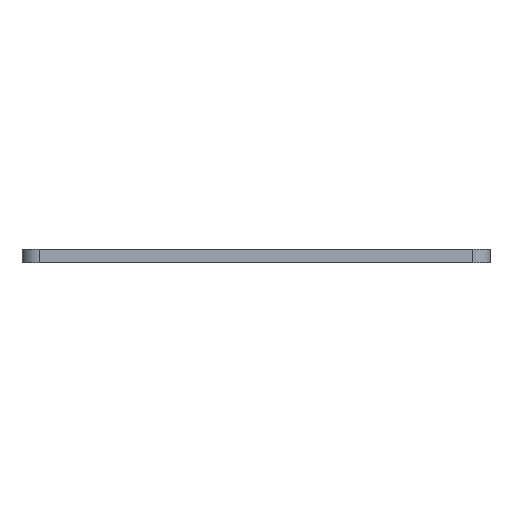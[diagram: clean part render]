
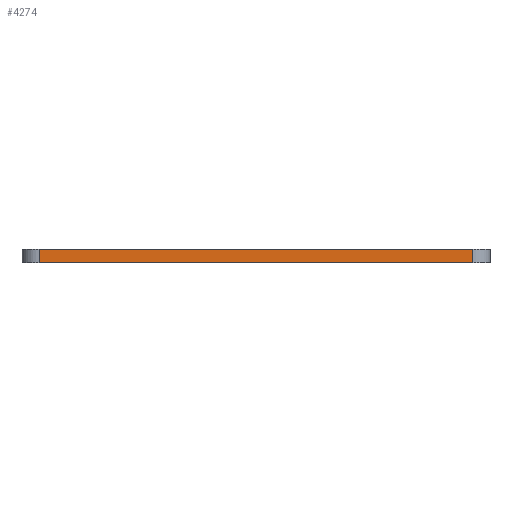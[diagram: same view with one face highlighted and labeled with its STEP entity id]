
A CAD part, left-side view. The second image highlights one B-rep face of the part: STEP entity #4274.
In plain terms, the highlighted planar face has unit normal (-1, 0, 0).
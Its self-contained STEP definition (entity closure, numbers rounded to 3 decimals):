
#84 = PLANE('',#85);
#85 = AXIS2_PLACEMENT_3D('',#86,#87,#88);
#86 = CARTESIAN_POINT('',(44.,27.5,1.6));
#87 = DIRECTION('',(0.,0.,1.));
#88 = DIRECTION('',(1.,0.,-0.));
#139 = PLANE('',#140);
#140 = AXIS2_PLACEMENT_3D('',#141,#142,#143);
#141 = CARTESIAN_POINT('',(44.,27.5,0.));
#142 = DIRECTION('',(0.,0.,1.));
#143 = DIRECTION('',(1.,0.,-0.));
#248 = CYLINDRICAL_SURFACE('',#249,2.);
#249 = AXIS2_PLACEMENT_3D('',#250,#251,#252);
#250 = CARTESIAN_POINT('',(2.,53.,0.));
#251 = DIRECTION('',(-0.,-0.,-1.));
#252 = DIRECTION('',(1.,0.,-0.));
#309 = VERTEX_POINT('',#310);
#310 = CARTESIAN_POINT('',(0.,53.,0.));
#332 = EDGE_CURVE('',#333,#309,#335,.T.);
#333 = VERTEX_POINT('',#334);
#334 = CARTESIAN_POINT('',(0.,2.,0.));
#335 = SURFACE_CURVE('',#336,(#340,#347),.PCURVE_S1.);
#336 = LINE('',#337,#338);
#337 = CARTESIAN_POINT('',(0.,2.,0.));
#338 = VECTOR('',#339,1.);
#339 = DIRECTION('',(0.,1.,0.));
#340 = PCURVE('',#139,#341);
#341 = DEFINITIONAL_REPRESENTATION('',(#342),#346);
#342 = LINE('',#343,#344);
#343 = CARTESIAN_POINT('',(-44.,-25.5));
#344 = VECTOR('',#345,1.);
#345 = DIRECTION('',(0.,1.));
#346 = ( GEOMETRIC_REPRESENTATION_CONTEXT(2) 
PARAMETRIC_REPRESENTATION_CONTEXT() REPRESENTATION_CONTEXT('2D SPACE',''
  ) );
#347 = PCURVE('',#348,#353);
#348 = PLANE('',#349);
#349 = AXIS2_PLACEMENT_3D('',#350,#351,#352);
#350 = CARTESIAN_POINT('',(0.,2.,0.));
#351 = DIRECTION('',(-1.,0.,0.));
#352 = DIRECTION('',(0.,1.,0.));
#353 = DEFINITIONAL_REPRESENTATION('',(#354),#358);
#354 = LINE('',#355,#356);
#355 = CARTESIAN_POINT('',(0.,0.));
#356 = VECTOR('',#357,1.);
#357 = DIRECTION('',(1.,0.));
#358 = ( GEOMETRIC_REPRESENTATION_CONTEXT(2) 
PARAMETRIC_REPRESENTATION_CONTEXT() REPRESENTATION_CONTEXT('2D SPACE',''
  ) );
#377 = CYLINDRICAL_SURFACE('',#378,2.);
#378 = AXIS2_PLACEMENT_3D('',#379,#380,#381);
#379 = CARTESIAN_POINT('',(2.,2.,0.));
#380 = DIRECTION('',(-0.,-0.,-1.));
#381 = DIRECTION('',(1.,0.,-0.));
#2422 = VERTEX_POINT('',#2423);
#2423 = CARTESIAN_POINT('',(0.,53.,1.6));
#2445 = EDGE_CURVE('',#2446,#2422,#2448,.T.);
#2446 = VERTEX_POINT('',#2447);
#2447 = CARTESIAN_POINT('',(0.,2.,1.6));
#2448 = SURFACE_CURVE('',#2449,(#2453,#2460),.PCURVE_S1.);
#2449 = LINE('',#2450,#2451);
#2450 = CARTESIAN_POINT('',(0.,2.,1.6));
#2451 = VECTOR('',#2452,1.);
#2452 = DIRECTION('',(0.,1.,0.));
#2453 = PCURVE('',#84,#2454);
#2454 = DEFINITIONAL_REPRESENTATION('',(#2455),#2459);
#2455 = LINE('',#2456,#2457);
#2456 = CARTESIAN_POINT('',(-44.,-25.5));
#2457 = VECTOR('',#2458,1.);
#2458 = DIRECTION('',(0.,1.));
#2459 = ( GEOMETRIC_REPRESENTATION_CONTEXT(2) 
PARAMETRIC_REPRESENTATION_CONTEXT() REPRESENTATION_CONTEXT('2D SPACE',''
  ) );
#2460 = PCURVE('',#348,#2461);
#2461 = DEFINITIONAL_REPRESENTATION('',(#2462),#2466);
#2462 = LINE('',#2463,#2464);
#2463 = CARTESIAN_POINT('',(0.,-1.6));
#2464 = VECTOR('',#2465,1.);
#2465 = DIRECTION('',(1.,0.));
#2466 = ( GEOMETRIC_REPRESENTATION_CONTEXT(2) 
PARAMETRIC_REPRESENTATION_CONTEXT() REPRESENTATION_CONTEXT('2D SPACE',''
  ) );
#4226 = EDGE_CURVE('',#309,#2422,#4227,.T.);
#4227 = SURFACE_CURVE('',#4228,(#4232,#4239),.PCURVE_S1.);
#4228 = LINE('',#4229,#4230);
#4229 = CARTESIAN_POINT('',(0.,53.,0.));
#4230 = VECTOR('',#4231,1.);
#4231 = DIRECTION('',(0.,0.,1.));
#4232 = PCURVE('',#248,#4233);
#4233 = DEFINITIONAL_REPRESENTATION('',(#4234),#4238);
#4234 = LINE('',#4235,#4236);
#4235 = CARTESIAN_POINT('',(-3.142,0.));
#4236 = VECTOR('',#4237,1.);
#4237 = DIRECTION('',(-0.,-1.));
#4238 = ( GEOMETRIC_REPRESENTATION_CONTEXT(2) 
PARAMETRIC_REPRESENTATION_CONTEXT() REPRESENTATION_CONTEXT('2D SPACE',''
  ) );
#4239 = PCURVE('',#348,#4240);
#4240 = DEFINITIONAL_REPRESENTATION('',(#4241),#4245);
#4241 = LINE('',#4242,#4243);
#4242 = CARTESIAN_POINT('',(51.,0.));
#4243 = VECTOR('',#4244,1.);
#4244 = DIRECTION('',(0.,-1.));
#4245 = ( GEOMETRIC_REPRESENTATION_CONTEXT(2) 
PARAMETRIC_REPRESENTATION_CONTEXT() REPRESENTATION_CONTEXT('2D SPACE',''
  ) );
#4274 = ADVANCED_FACE('',(#4275),#348,.T.);
#4275 = FACE_BOUND('',#4276,.T.);
#4276 = EDGE_LOOP('',(#4277,#4298,#4299,#4300));
#4277 = ORIENTED_EDGE('',*,*,#4278,.T.);
#4278 = EDGE_CURVE('',#333,#2446,#4279,.T.);
#4279 = SURFACE_CURVE('',#4280,(#4284,#4291),.PCURVE_S1.);
#4280 = LINE('',#4281,#4282);
#4281 = CARTESIAN_POINT('',(0.,2.,0.));
#4282 = VECTOR('',#4283,1.);
#4283 = DIRECTION('',(0.,0.,1.));
#4284 = PCURVE('',#348,#4285);
#4285 = DEFINITIONAL_REPRESENTATION('',(#4286),#4290);
#4286 = LINE('',#4287,#4288);
#4287 = CARTESIAN_POINT('',(0.,0.));
#4288 = VECTOR('',#4289,1.);
#4289 = DIRECTION('',(0.,-1.));
#4290 = ( GEOMETRIC_REPRESENTATION_CONTEXT(2) 
PARAMETRIC_REPRESENTATION_CONTEXT() REPRESENTATION_CONTEXT('2D SPACE',''
  ) );
#4291 = PCURVE('',#377,#4292);
#4292 = DEFINITIONAL_REPRESENTATION('',(#4293),#4297);
#4293 = LINE('',#4294,#4295);
#4294 = CARTESIAN_POINT('',(-3.142,0.));
#4295 = VECTOR('',#4296,1.);
#4296 = DIRECTION('',(-0.,-1.));
#4297 = ( GEOMETRIC_REPRESENTATION_CONTEXT(2) 
PARAMETRIC_REPRESENTATION_CONTEXT() REPRESENTATION_CONTEXT('2D SPACE',''
  ) );
#4298 = ORIENTED_EDGE('',*,*,#2445,.T.);
#4299 = ORIENTED_EDGE('',*,*,#4226,.F.);
#4300 = ORIENTED_EDGE('',*,*,#332,.F.);
